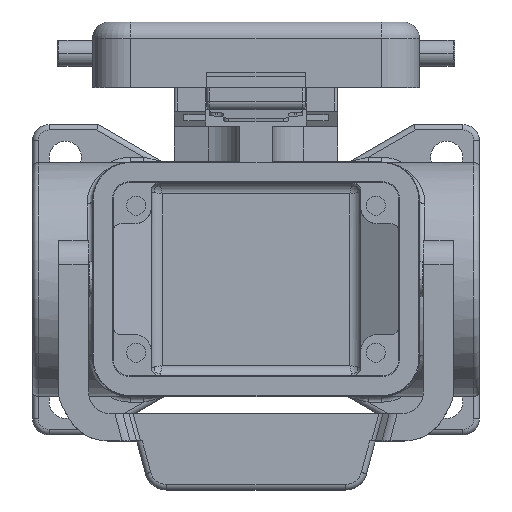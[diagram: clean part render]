
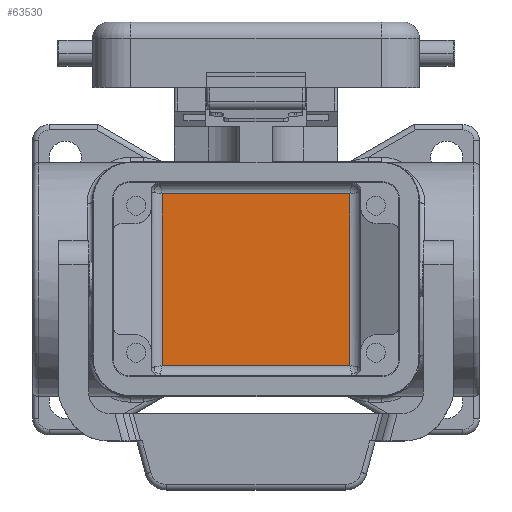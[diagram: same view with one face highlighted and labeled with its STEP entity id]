
A CAD part, top view. The second image highlights one B-rep face of the part: STEP entity #63530.
In plain terms, the highlighted face is planar.
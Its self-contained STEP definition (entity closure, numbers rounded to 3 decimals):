
#63140=CARTESIAN_POINT('',(0.,0.,67.
));
#63150=DIRECTION('',(0.,0.,1.));
#63160=DIRECTION('',(1.,0.,0.));
#63170=AXIS2_PLACEMENT_3D('',#63140,#63150,#63160);
#63180=PLANE('',#63170);
#63190=CARTESIAN_POINT('',(17.441,0.,67.));
#63200=DIRECTION('',(0.,1.,0.));
#63210=VECTOR('',#63200,1.);
#63220=LINE('',#63190,#63210);
#63230=CARTESIAN_POINT('',(17.441,17.501,67.));
#63240=VERTEX_POINT('',#63230);
#63250=CARTESIAN_POINT('',(17.441,49.001,67.));
#63260=VERTEX_POINT('',#63250);
#63270=EDGE_CURVE('',#63240,#63260,#63220,.T.);
#63280=ORIENTED_EDGE('',*,*,#63270,.T.);
#63290=CARTESIAN_POINT('',(0.,17.501,67.));
#63300=DIRECTION('',(-1.,0.,0.));
#63310=VECTOR('',#63300,1.);
#63320=LINE('',#63290,#63310);
#63330=CARTESIAN_POINT('',(51.941,17.501,67.));
#63340=VERTEX_POINT('',#63330);
#63350=EDGE_CURVE('',#63340,#63240,#63320,.T.);
#63360=ORIENTED_EDGE('',*,*,#63350,.T.);
#63370=CARTESIAN_POINT('',(51.941,0.,67.));
#63380=DIRECTION('',(0.,1.,0.));
#63390=VECTOR('',#63380,1.);
#63400=LINE('',#63370,#63390);
#63410=CARTESIAN_POINT('',(51.941,49.001,67.));
#63420=VERTEX_POINT('',#63410);
#63430=EDGE_CURVE('',#63340,#63420,#63400,.T.);
#63440=ORIENTED_EDGE('',*,*,#63430,.F.);
#63450=CARTESIAN_POINT('',(0.,49.001,67.));
#63460=DIRECTION('',(1.,0.,0.));
#63470=VECTOR('',#63460,1.);
#63480=LINE('',#63450,#63470);
#63490=EDGE_CURVE('',#63260,#63420,#63480,.T.);
#63500=ORIENTED_EDGE('',*,*,#63490,.T.);
#63510=EDGE_LOOP('',(#63500,#63440,#63360,#63280));
#63520=FACE_OUTER_BOUND('',#63510,.T.);
#63530=ADVANCED_FACE('',(#63520),#63180,.F.);
